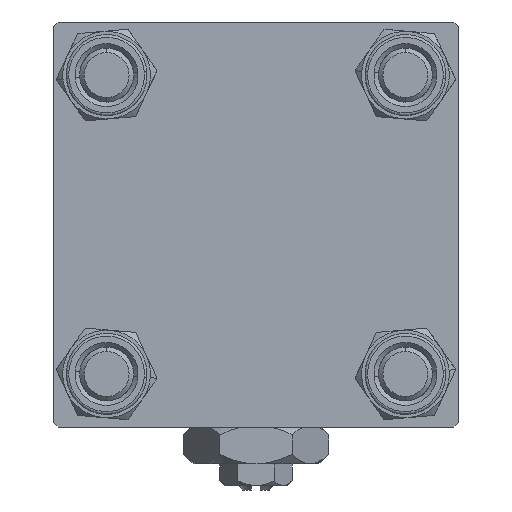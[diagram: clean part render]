
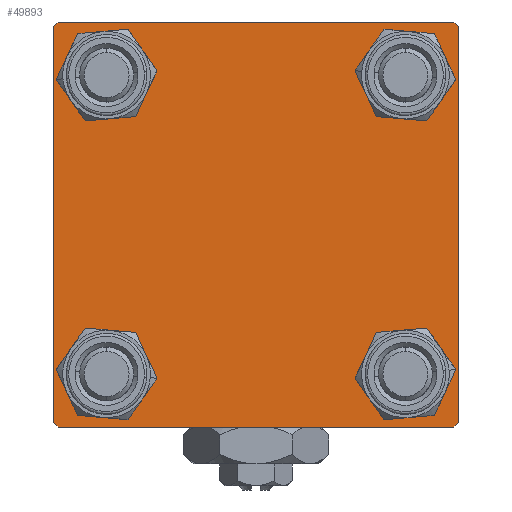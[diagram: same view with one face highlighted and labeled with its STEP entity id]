
A CAD part, left-side view. The second image highlights one B-rep face of the part: STEP entity #49893.
In plain terms, the highlighted planar face has unit normal (-1, 0, 0).
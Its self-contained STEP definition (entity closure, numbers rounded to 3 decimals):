
#516 = DIRECTION ( 'NONE',  ( 1., 0., 0. ) ) ;
#2201 = ORIENTED_EDGE ( 'NONE', *, *, #21677, .T. ) ;
#3394 = DIRECTION ( 'NONE',  ( 0., 0., -1. ) ) ;
#3991 = ORIENTED_EDGE ( 'NONE', *, *, #9249, .T. ) ;
#4341 = ORIENTED_EDGE ( 'NONE', *, *, #24410, .T. ) ;
#4385 = EDGE_LOOP ( 'NONE', ( #14437, #37555 ) ) ;
#4412 = VERTEX_POINT ( 'NONE', #11906 ) ;
#4441 = VERTEX_POINT ( 'NONE', #20573 ) ;
#5046 = FACE_OUTER_BOUND ( 'NONE', #32610, .T. ) ;
#5221 = EDGE_CURVE ( 'NONE', #16564, #44819, #26106, .T. ) ;
#5521 = CIRCLE ( 'NONE', #26544, 3.5 ) ;
#5967 = VERTEX_POINT ( 'NONE', #25230 ) ;
#6409 = EDGE_CURVE ( 'NONE', #44819, #5967, #34495, .T. ) ;
#6427 = AXIS2_PLACEMENT_3D ( 'NONE', #58987, #9602, #40443 ) ;
#6615 = VERTEX_POINT ( 'NONE', #52672 ) ;
#6636 = VERTEX_POINT ( 'NONE', #26036 ) ;
#6691 = ORIENTED_EDGE ( 'NONE', *, *, #5221, .T. ) ;
#6827 = AXIS2_PLACEMENT_3D ( 'NONE', #40621, #516, #18758 ) ;
#7312 = AXIS2_PLACEMENT_3D ( 'NONE', #41365, #19520, #51534 ) ;
#8071 = AXIS2_PLACEMENT_3D ( 'NONE', #16811, #22175, #48512 ) ;
#8685 = EDGE_CURVE ( 'NONE', #45759, #6636, #48119, .T. ) ;
#9249 = EDGE_CURVE ( 'NONE', #14872, #53460, #36905, .T. ) ;
#9256 = DIRECTION ( 'NONE',  ( -1., 0., 0. ) ) ;
#9408 = CARTESIAN_POINT ( 'NONE',  ( 0., 22.5, 22.5 ) ) ;
#9602 = DIRECTION ( 'NONE',  ( 1., 0., 0. ) ) ;
#9764 = CARTESIAN_POINT ( 'NONE',  ( 0., -22.25, 22.25 ) ) ;
#9824 = CARTESIAN_POINT ( 'NONE',  ( 0., 0., 0. ) ) ;
#10313 = VERTEX_POINT ( 'NONE', #39870 ) ;
#10377 = AXIS2_PLACEMENT_3D ( 'NONE', #57719, #34977, #11949 ) ;
#10541 = CARTESIAN_POINT ( 'NONE',  ( 0., 22.5, -22. ) ) ;
#11042 = VECTOR ( 'NONE', #21918, 1000. ) ;
#11796 = EDGE_CURVE ( 'NONE', #53460, #14872, #14054, .T. ) ;
#11906 = CARTESIAN_POINT ( 'NONE',  ( 0., 22., 22.5 ) ) ;
#11949 = DIRECTION ( 'NONE',  ( 0., 0., 1. ) ) ;
#12111 = CARTESIAN_POINT ( 'NONE',  ( 0., -22.25, -22.25 ) ) ;
#12528 = CARTESIAN_POINT ( 'NONE',  ( 0., -22.5, 22.5 ) ) ;
#12600 = CIRCLE ( 'NONE', #6827, 3.5 ) ;
#13243 = LINE ( 'NONE', #58715, #58158 ) ;
#13252 = EDGE_CURVE ( 'NONE', #45759, #54961, #41751, .T. ) ;
#13620 = CARTESIAN_POINT ( 'NONE',  ( 0., -16.6, -16.6 ) ) ;
#14054 = CIRCLE ( 'NONE', #6427, 3.5 ) ;
#14437 = ORIENTED_EDGE ( 'NONE', *, *, #24567, .T. ) ;
#14872 = VERTEX_POINT ( 'NONE', #26408 ) ;
#15732 = EDGE_CURVE ( 'NONE', #5967, #25253, #13243, .T. ) ;
#15778 = ORIENTED_EDGE ( 'NONE', *, *, #13252, .T. ) ;
#16212 = DIRECTION ( 'NONE',  ( 0., 0., 1. ) ) ;
#16564 = VERTEX_POINT ( 'NONE', #44435 ) ;
#16652 = CIRCLE ( 'NONE', #8071, 3.5 ) ;
#16811 = CARTESIAN_POINT ( 'NONE',  ( 0., 16.6, 16.6 ) ) ;
#16870 = VECTOR ( 'NONE', #30763, 1000. ) ;
#17574 = CARTESIAN_POINT ( 'NONE',  ( 0., 22.25, 22.25 ) ) ;
#18168 = EDGE_CURVE ( 'NONE', #47923, #10313, #5521, .T. ) ;
#18700 = DIRECTION ( 'NONE',  ( 0., 0., 1. ) ) ;
#18758 = DIRECTION ( 'NONE',  ( 0., 0., 1. ) ) ;
#19303 = CARTESIAN_POINT ( 'NONE',  ( 0., 16.6, -13.1 ) ) ;
#19520 = DIRECTION ( 'NONE',  ( 1., 0., 0. ) ) ;
#20573 = CARTESIAN_POINT ( 'NONE',  ( 0., 16.6, 20.1 ) ) ;
#20919 = ORIENTED_EDGE ( 'NONE', *, *, #36599, .T. ) ;
#21057 = VECTOR ( 'NONE', #23747, 1000. ) ;
#21677 = EDGE_CURVE ( 'NONE', #29740, #4441, #36191, .T. ) ;
#21918 = DIRECTION ( 'NONE',  ( 0., -0.707, -0.707 ) ) ;
#22110 = CARTESIAN_POINT ( 'NONE',  ( 0., 16.6, 13.1 ) ) ;
#22156 = AXIS2_PLACEMENT_3D ( 'NONE', #13620, #27094, #18700 ) ;
#22175 = DIRECTION ( 'NONE',  ( 1., 0., 0. ) ) ;
#23747 = DIRECTION ( 'NONE',  ( 0., -1., 0. ) ) ;
#24410 = EDGE_CURVE ( 'NONE', #25253, #6636, #53085, .T. ) ;
#24567 = EDGE_CURVE ( 'NONE', #10313, #47923, #43951, .T. ) ;
#25230 = CARTESIAN_POINT ( 'NONE',  ( 0., 22., -22.5 ) ) ;
#25253 = VERTEX_POINT ( 'NONE', #27966 ) ;
#25784 = CARTESIAN_POINT ( 'NONE',  ( 0., -16.6, 13.1 ) ) ;
#26036 = CARTESIAN_POINT ( 'NONE',  ( 0., -22.5, -22. ) ) ;
#26106 = LINE ( 'NONE', #44335, #33872 ) ;
#26408 = CARTESIAN_POINT ( 'NONE',  ( 0., 16.6, -20.1 ) ) ;
#26544 = AXIS2_PLACEMENT_3D ( 'NONE', #36515, #55352, #45771 ) ;
#26590 = ORIENTED_EDGE ( 'NONE', *, *, #6409, .T. ) ;
#27094 = DIRECTION ( 'NONE',  ( 1., 0., 0. ) ) ;
#27141 = EDGE_CURVE ( 'NONE', #4412, #16564, #58561, .T. ) ;
#27270 = VECTOR ( 'NONE', #31604, 1000. ) ;
#27776 = FACE_BOUND ( 'NONE', #34397, .T. ) ;
#27966 = CARTESIAN_POINT ( 'NONE',  ( 0., -22., -22.5 ) ) ;
#28337 = EDGE_CURVE ( 'NONE', #4412, #54961, #33013, .T. ) ;
#29740 = VERTEX_POINT ( 'NONE', #22110 ) ;
#30343 = DIRECTION ( 'NONE',  ( 0., -0.707, 0.707 ) ) ;
#30763 = DIRECTION ( 'NONE',  ( 0., 0., -1. ) ) ;
#31604 = DIRECTION ( 'NONE',  ( 0., 0.707, -0.707 ) ) ;
#32346 = DIRECTION ( 'NONE',  ( 0., -1., 0. ) ) ;
#32610 = EDGE_LOOP ( 'NONE', ( #6691, #26590, #55072, #4341, #57882, #15778, #51257, #33713 ) ) ;
#32626 = CIRCLE ( 'NONE', #22156, 3.5 ) ;
#33013 = LINE ( 'NONE', #9408, #21057 ) ;
#33713 = ORIENTED_EDGE ( 'NONE', *, *, #27141, .T. ) ;
#33872 = VECTOR ( 'NONE', #3394, 1000. ) ;
#34397 = EDGE_LOOP ( 'NONE', ( #49582, #3991 ) ) ;
#34495 = LINE ( 'NONE', #35377, #11042 ) ;
#34977 = DIRECTION ( 'NONE',  ( 1., 0., 0. ) ) ;
#35377 = CARTESIAN_POINT ( 'NONE',  ( 0., 22.25, -22.25 ) ) ;
#35653 = EDGE_CURVE ( 'NONE', #58691, #6615, #12600, .T. ) ;
#35697 = EDGE_LOOP ( 'NONE', ( #20919, #55332 ) ) ;
#36182 = FACE_BOUND ( 'NONE', #4385, .T. ) ;
#36191 = CIRCLE ( 'NONE', #10377, 3.5 ) ;
#36515 = CARTESIAN_POINT ( 'NONE',  ( 0., -16.6, 16.6 ) ) ;
#36599 = EDGE_CURVE ( 'NONE', #6615, #58691, #32626, .T. ) ;
#36905 = CIRCLE ( 'NONE', #7312, 3.5 ) ;
#37555 = ORIENTED_EDGE ( 'NONE', *, *, #18168, .T. ) ;
#37865 = CARTESIAN_POINT ( 'NONE',  ( 0., -16.6, -20.1 ) ) ;
#38641 = CARTESIAN_POINT ( 'NONE',  ( 0., -16.6, 16.6 ) ) ;
#38930 = VECTOR ( 'NONE', #46535, 1000. ) ;
#39870 = CARTESIAN_POINT ( 'NONE',  ( 0., -16.6, 20.1 ) ) ;
#40375 = FACE_BOUND ( 'NONE', #35697, .T. ) ;
#40443 = DIRECTION ( 'NONE',  ( 0., 0., 1. ) ) ;
#40621 = CARTESIAN_POINT ( 'NONE',  ( 0., -16.6, -16.6 ) ) ;
#41365 = CARTESIAN_POINT ( 'NONE',  ( 0., 16.6, -16.6 ) ) ;
#41751 = LINE ( 'NONE', #9764, #38930 ) ;
#43951 = CIRCLE ( 'NONE', #56383, 3.5 ) ;
#44167 = EDGE_CURVE ( 'NONE', #4441, #29740, #16652, .T. ) ;
#44335 = CARTESIAN_POINT ( 'NONE',  ( 0., 22.5, 22.5 ) ) ;
#44435 = CARTESIAN_POINT ( 'NONE',  ( 0., 22.5, 22. ) ) ;
#44819 = VERTEX_POINT ( 'NONE', #10541 ) ;
#45434 = PLANE ( 'NONE',  #53119 ) ;
#45722 = FACE_BOUND ( 'NONE', #52369, .T. ) ;
#45759 = VERTEX_POINT ( 'NONE', #57937 ) ;
#45771 = DIRECTION ( 'NONE',  ( 0., 0., 1. ) ) ;
#46150 = ORIENTED_EDGE ( 'NONE', *, *, #44167, .T. ) ;
#46535 = DIRECTION ( 'NONE',  ( 0., 0.707, 0.707 ) ) ;
#47783 = VECTOR ( 'NONE', #30343, 1000. ) ;
#47923 = VERTEX_POINT ( 'NONE', #25784 ) ;
#48119 = LINE ( 'NONE', #12528, #16870 ) ;
#48512 = DIRECTION ( 'NONE',  ( 0., 0., 1. ) ) ;
#49582 = ORIENTED_EDGE ( 'NONE', *, *, #11796, .T. ) ;
#49643 = DIRECTION ( 'NONE',  ( 0., 0., 1. ) ) ;
#49893 = ADVANCED_FACE ( 'NONE', ( #36182, #40375, #27776, #45722, #5046 ), #45434, .T. ) ;
#50298 = CARTESIAN_POINT ( 'NONE',  ( 0., -22., 22.5 ) ) ;
#51257 = ORIENTED_EDGE ( 'NONE', *, *, #28337, .F. ) ;
#51534 = DIRECTION ( 'NONE',  ( 0., 0., 1. ) ) ;
#52369 = EDGE_LOOP ( 'NONE', ( #46150, #2201 ) ) ;
#52672 = CARTESIAN_POINT ( 'NONE',  ( 0., -16.6, -13.1 ) ) ;
#53085 = LINE ( 'NONE', #12111, #47783 ) ;
#53119 = AXIS2_PLACEMENT_3D ( 'NONE', #9824, #9256, #49643 ) ;
#53460 = VERTEX_POINT ( 'NONE', #19303 ) ;
#54961 = VERTEX_POINT ( 'NONE', #50298 ) ;
#55072 = ORIENTED_EDGE ( 'NONE', *, *, #15732, .T. ) ;
#55332 = ORIENTED_EDGE ( 'NONE', *, *, #35653, .T. ) ;
#55352 = DIRECTION ( 'NONE',  ( 1., 0., 0. ) ) ;
#56383 = AXIS2_PLACEMENT_3D ( 'NONE', #38641, #56902, #16212 ) ;
#56902 = DIRECTION ( 'NONE',  ( 1., 0., 0. ) ) ;
#57719 = CARTESIAN_POINT ( 'NONE',  ( 0., 16.6, 16.6 ) ) ;
#57882 = ORIENTED_EDGE ( 'NONE', *, *, #8685, .F. ) ;
#57937 = CARTESIAN_POINT ( 'NONE',  ( 0., -22.5, 22. ) ) ;
#58158 = VECTOR ( 'NONE', #32346, 1000. ) ;
#58561 = LINE ( 'NONE', #17574, #27270 ) ;
#58691 = VERTEX_POINT ( 'NONE', #37865 ) ;
#58715 = CARTESIAN_POINT ( 'NONE',  ( 0., 22.5, -22.5 ) ) ;
#58987 = CARTESIAN_POINT ( 'NONE',  ( 0., 16.6, -16.6 ) ) ;
